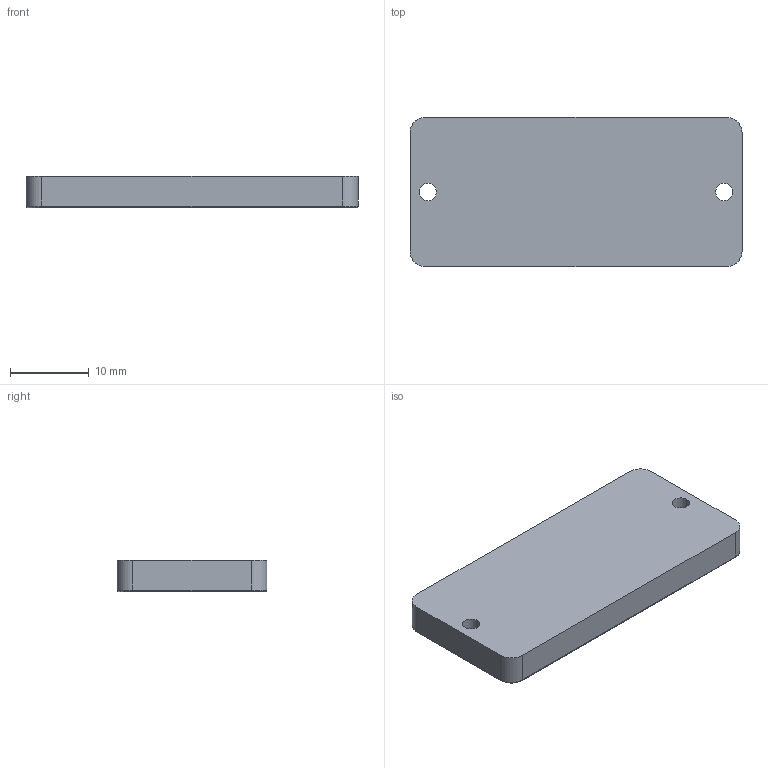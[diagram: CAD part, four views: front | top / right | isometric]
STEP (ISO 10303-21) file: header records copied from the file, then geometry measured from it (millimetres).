
FILE_DESCRIPTION (( 'STEP AP203' ), '1' );
FILE_NAME ('Customer-BB(090)P40.STEP', '2020-05-26T09:38:38', ( '' ), ( '' ), 'SwSTEP 2.0', 'SolidWorks 2018', '' );
FILE_SCHEMA (( 'CONFIG_CONTROL_DESIGN' ));
Length unit declared in the file: millimetre
Products named in the file (1): Customer-BB(090)P40
Bounding box: 42.2 x 19 x 4 mm (x, y, z)
Volume: 3071.4 mm3; surface area: 2121.1 mm2
Topology: 1 solids, 1 shells, 134 faces, 348 edges, 220 vertices
Faces by surface type: cylinder 52, plane 48, cone 14, torus 12, sphere 8
Entity records: 4125 total; most frequent: CARTESIAN_POINT 827, ORIENTED_EDGE 680, DIRECTION 678, EDGE_CURVE 340, AXIS2_PLACEMENT_3D 247, VERTEX_POINT 220, VECTOR 184, LINE 184
